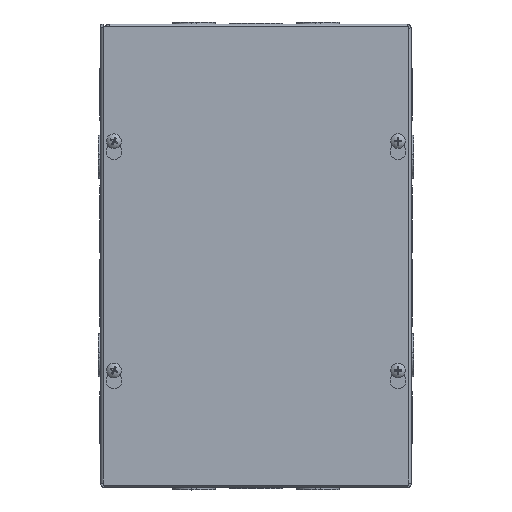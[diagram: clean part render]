
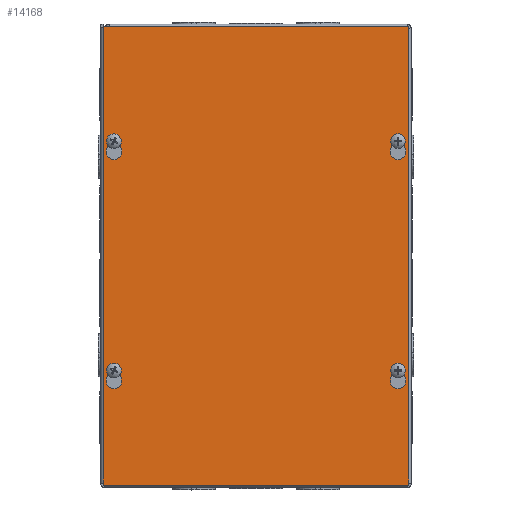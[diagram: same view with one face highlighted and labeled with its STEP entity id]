
A CAD part, top view. The second image highlights one B-rep face of the part: STEP entity #14168.
In plain terms, the highlighted planar face has unit normal (0, 0, 1).
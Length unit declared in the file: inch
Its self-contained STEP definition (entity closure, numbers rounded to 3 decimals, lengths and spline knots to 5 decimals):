
#1522=LINE($,#23598,#2884);
#1526=LINE($,#23608,#2888);
#1529=LINE($,#23616,#2891);
#1533=LINE($,#23628,#2895);
#1538=LINE($,#23646,#2900);
#1542=LINE($,#23656,#2904);
#1545=LINE($,#23664,#2907);
#1549=LINE($,#23676,#2911);
#1551=LINE($,#23684,#2913);
#1555=LINE($,#23692,#2917);
#1558=LINE($,#23698,#2920);
#1561=LINE($,#23703,#2923);
#2884=VECTOR($,#18581,0.26996);
#2888=VECTOR($,#18593,0.26996);
#2891=VECTOR($,#18598,0.26996);
#2895=VECTOR($,#18610,0.26996);
#2900=VECTOR($,#18629,0.26996);
#2904=VECTOR($,#18641,0.26996);
#2907=VECTOR($,#18646,0.26996);
#2911=VECTOR($,#18658,0.26996);
#2913=VECTOR($,#18668,12.);
#2917=VECTOR($,#18674,8.);
#2920=VECTOR($,#18679,12.);
#2923=VECTOR($,#18684,8.);
#3428=PLANE($,#15229);
#3839=FACE_BOUND($,#5477,.T.);
#3840=FACE_BOUND($,#5478,.T.);
#3841=FACE_BOUND($,#5479,.T.);
#3842=FACE_BOUND($,#5480,.T.);
#3843=FACE_BOUND($,#5481,.T.);
#5477=EDGE_LOOP($,(#12458,#12459,#12460,#12461));
#5478=EDGE_LOOP($,(#12462,#12463,#12464,#12465));
#5479=EDGE_LOOP($,(#12466,#12467,#12468,#12469));
#5480=EDGE_LOOP($,(#12470,#12471,#12472,#12473));
#5481=EDGE_LOOP($,(#12474,#12475,#12476,#12477));
#5812=CIRCLE($,#15195,0.203);
#5814=CIRCLE($,#15199,0.125);
#5816=CIRCLE($,#15204,0.125);
#5818=CIRCLE($,#15208,0.203);
#5820=CIRCLE($,#15211,0.203);
#5822=CIRCLE($,#15215,0.125);
#5824=CIRCLE($,#15220,0.125);
#5826=CIRCLE($,#15224,0.203);
#6941=VERTEX_POINT($,#23589);
#6942=VERTEX_POINT($,#23591);
#6944=VERTEX_POINT($,#23597);
#6946=VERTEX_POINT($,#23603);
#6949=VERTEX_POINT($,#23613);
#6950=VERTEX_POINT($,#23615);
#6952=VERTEX_POINT($,#23621);
#6954=VERTEX_POINT($,#23627);
#6957=VERTEX_POINT($,#23637);
#6958=VERTEX_POINT($,#23639);
#6960=VERTEX_POINT($,#23645);
#6962=VERTEX_POINT($,#23651);
#6965=VERTEX_POINT($,#23661);
#6966=VERTEX_POINT($,#23663);
#6968=VERTEX_POINT($,#23669);
#6970=VERTEX_POINT($,#23675);
#6971=VERTEX_POINT($,#23682);
#6972=VERTEX_POINT($,#23683);
#6975=VERTEX_POINT($,#23691);
#6977=VERTEX_POINT($,#23697);
#8705=EDGE_CURVE($,#6942,#6941,#5812,.T.);
#8708=EDGE_CURVE($,#6944,#6942,#1522,.T.);
#8711=EDGE_CURVE($,#6946,#6944,#5814,.T.);
#8714=EDGE_CURVE($,#6941,#6946,#1526,.T.);
#8717=EDGE_CURVE($,#6950,#6949,#1529,.T.);
#8720=EDGE_CURVE($,#6952,#6950,#5816,.T.);
#8723=EDGE_CURVE($,#6954,#6952,#1533,.T.);
#8726=EDGE_CURVE($,#6949,#6954,#5818,.T.);
#8729=EDGE_CURVE($,#6958,#6957,#5820,.T.);
#8732=EDGE_CURVE($,#6960,#6958,#1538,.T.);
#8735=EDGE_CURVE($,#6962,#6960,#5822,.T.);
#8738=EDGE_CURVE($,#6957,#6962,#1542,.T.);
#8741=EDGE_CURVE($,#6966,#6965,#1545,.T.);
#8744=EDGE_CURVE($,#6968,#6966,#5824,.T.);
#8747=EDGE_CURVE($,#6970,#6968,#1549,.T.);
#8750=EDGE_CURVE($,#6965,#6970,#5826,.T.);
#8751=EDGE_CURVE($,#6971,#6972,#1551,.T.);
#8755=EDGE_CURVE($,#6972,#6975,#1555,.T.);
#8758=EDGE_CURVE($,#6975,#6977,#1558,.T.);
#8761=EDGE_CURVE($,#6977,#6971,#1561,.T.);
#12458=ORIENTED_EDGE($,*,*,#8705,.T.);
#12459=ORIENTED_EDGE($,*,*,#8714,.T.);
#12460=ORIENTED_EDGE($,*,*,#8711,.T.);
#12461=ORIENTED_EDGE($,*,*,#8708,.T.);
#12462=ORIENTED_EDGE($,*,*,#8717,.T.);
#12463=ORIENTED_EDGE($,*,*,#8726,.T.);
#12464=ORIENTED_EDGE($,*,*,#8723,.T.);
#12465=ORIENTED_EDGE($,*,*,#8720,.T.);
#12466=ORIENTED_EDGE($,*,*,#8729,.T.);
#12467=ORIENTED_EDGE($,*,*,#8738,.T.);
#12468=ORIENTED_EDGE($,*,*,#8735,.T.);
#12469=ORIENTED_EDGE($,*,*,#8732,.T.);
#12470=ORIENTED_EDGE($,*,*,#8741,.T.);
#12471=ORIENTED_EDGE($,*,*,#8750,.T.);
#12472=ORIENTED_EDGE($,*,*,#8747,.T.);
#12473=ORIENTED_EDGE($,*,*,#8744,.T.);
#12474=ORIENTED_EDGE($,*,*,#8751,.F.);
#12475=ORIENTED_EDGE($,*,*,#8761,.F.);
#12476=ORIENTED_EDGE($,*,*,#8758,.F.);
#12477=ORIENTED_EDGE($,*,*,#8755,.F.);
#14168=ADVANCED_FACE($,(#3839,#3840,#3841,#3842,#3843),#3428,.T.);
#15195=AXIS2_PLACEMENT_3D($,#23592,#18575,#18576);
#15199=AXIS2_PLACEMENT_3D($,#23604,#18587,#18588);
#15204=AXIS2_PLACEMENT_3D($,#23622,#18604,#18605);
#15208=AXIS2_PLACEMENT_3D($,#23632,#18616,#18617);
#15211=AXIS2_PLACEMENT_3D($,#23640,#18623,#18624);
#15215=AXIS2_PLACEMENT_3D($,#23652,#18635,#18636);
#15220=AXIS2_PLACEMENT_3D($,#23670,#18652,#18653);
#15224=AXIS2_PLACEMENT_3D($,#23680,#18664,#18665);
#15229=AXIS2_PLACEMENT_3D($,#23705,#18686,#18687);
#18575=DIRECTION('center_axis',(0.,0.,-1.));
#18576=DIRECTION('ref_axis',(-0.961,0.278,0.));
#18581=DIRECTION($,(0.278,-0.961,0.));
#18587=DIRECTION('center_axis',(0.,0.,-1.));
#18588=DIRECTION('ref_axis',(0.961,0.278,0.));
#18593=DIRECTION($,(0.278,0.961,0.));
#18598=DIRECTION($,(0.278,-0.961,0.));
#18604=DIRECTION('center_axis',(0.,0.,-1.));
#18605=DIRECTION('ref_axis',(0.961,0.278,0.));
#18610=DIRECTION($,(0.278,0.961,0.));
#18616=DIRECTION('center_axis',(0.,0.,-1.));
#18617=DIRECTION('ref_axis',(-0.961,0.278,0.));
#18623=DIRECTION('center_axis',(0.,0.,-1.));
#18624=DIRECTION('ref_axis',(-0.961,0.278,0.));
#18629=DIRECTION($,(0.278,-0.961,0.));
#18635=DIRECTION('center_axis',(0.,0.,-1.));
#18636=DIRECTION('ref_axis',(0.961,0.278,0.));
#18641=DIRECTION($,(0.278,0.961,0.));
#18646=DIRECTION($,(0.278,-0.961,0.));
#18652=DIRECTION('center_axis',(0.,0.,-1.));
#18653=DIRECTION('ref_axis',(0.961,0.278,0.));
#18658=DIRECTION($,(0.278,0.961,0.));
#18664=DIRECTION('center_axis',(0.,0.,-1.));
#18665=DIRECTION('ref_axis',(-0.961,0.278,0.));
#18668=DIRECTION($,(0.,-1.,0.));
#18674=DIRECTION($,(-1.,0.,0.));
#18679=DIRECTION($,(0.,1.,0.));
#18684=DIRECTION($,(1.,0.,0.));
#18686=DIRECTION('center_axis',(0.,0.,1.));
#18687=DIRECTION('ref_axis',(1.,0.,0.));
#23589=CARTESIAN_POINT('',(3.52373,-3.22465,0.062));
#23591=CARTESIAN_POINT('',(3.91377,-3.22465,0.062));
#23592=CARTESIAN_POINT('Origin',(3.71875,-3.281,0.062));
#23597=CARTESIAN_POINT('',(3.83884,-2.9653,0.062));
#23598=CARTESIAN_POINT($,(3.33303,-1.21471,0.062));
#23603=CARTESIAN_POINT('',(3.59866,-2.9653,0.062));
#23604=CARTESIAN_POINT('Origin',(3.71875,-3.,0.062));
#23608=CARTESIAN_POINT($,(3.8554,-2.07672,0.062));
#23613=CARTESIAN_POINT('',(-3.52373,-3.22465,0.062));
#23615=CARTESIAN_POINT('',(-3.59866,-2.9653,0.062));
#23616=CARTESIAN_POINT($,(-3.81794,-2.2064,0.062));
#23621=CARTESIAN_POINT('',(-3.83884,-2.9653,0.062));
#23622=CARTESIAN_POINT('Origin',(-3.71875,-3.,0.062));
#23627=CARTESIAN_POINT('',(-3.91377,-3.22465,0.062));
#23628=CARTESIAN_POINT($,(-3.29556,-1.08504,0.062));
#23632=CARTESIAN_POINT('Origin',(-3.71875,-3.281,0.062));
#23637=CARTESIAN_POINT('',(3.52373,2.77535,0.062));
#23639=CARTESIAN_POINT('',(3.91377,2.77535,0.062));
#23640=CARTESIAN_POINT('Origin',(3.71875,2.719,0.062));
#23645=CARTESIAN_POINT('',(3.83884,3.0347,0.062));
#23646=CARTESIAN_POINT($,(4.13305,2.01644,0.062));
#23651=CARTESIAN_POINT('',(3.59866,3.0347,0.062));
#23652=CARTESIAN_POINT('Origin',(3.71875,3.,0.062));
#23656=CARTESIAN_POINT($,(3.05539,1.15443,0.062));
#23661=CARTESIAN_POINT('',(-3.52373,2.77535,0.062));
#23663=CARTESIAN_POINT('',(-3.59866,3.0347,0.062));
#23664=CARTESIAN_POINT($,(-3.01792,1.02476,0.062));
#23669=CARTESIAN_POINT('',(-3.83884,3.0347,0.062));
#23670=CARTESIAN_POINT('Origin',(-3.71875,3.,0.062));
#23675=CARTESIAN_POINT('',(-3.91377,2.77535,0.062));
#23676=CARTESIAN_POINT($,(-4.09558,2.14612,0.062));
#23680=CARTESIAN_POINT('Origin',(-3.71875,2.719,0.062));
#23682=CARTESIAN_POINT('',(4.,6.,0.062));
#23683=CARTESIAN_POINT('',(4.,-6.,0.062));
#23684=CARTESIAN_POINT($,(4.,6.,0.062));
#23691=CARTESIAN_POINT('',(-4.,-6.,0.062));
#23692=CARTESIAN_POINT($,(4.,-6.,0.062));
#23697=CARTESIAN_POINT('',(-4.,6.,0.062));
#23698=CARTESIAN_POINT($,(-4.,-6.,0.062));
#23703=CARTESIAN_POINT($,(-4.,6.,0.062));
#23705=CARTESIAN_POINT('Origin',(0.,0.,
0.062));
